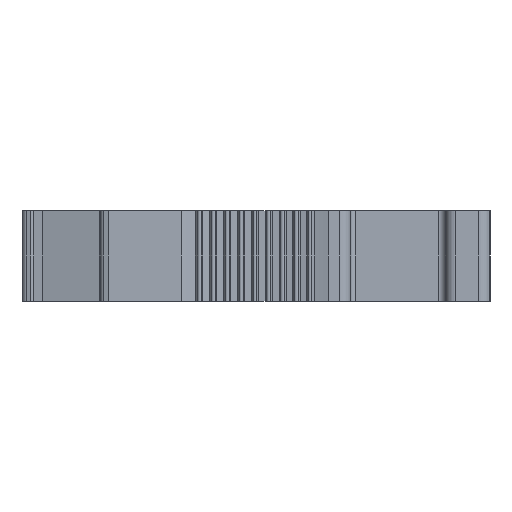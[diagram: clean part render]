
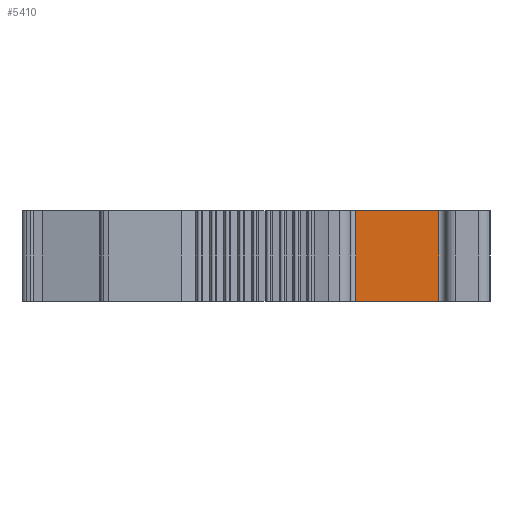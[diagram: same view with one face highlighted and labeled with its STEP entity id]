
A CAD part, left-side view. The second image highlights one B-rep face of the part: STEP entity #5410.
In plain terms, the highlighted planar face has unit normal (-1, 0, 0).
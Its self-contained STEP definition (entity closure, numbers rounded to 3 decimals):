
#263=DIRECTION('',(0.,-1.,0.));
#264=VECTOR('',#263,7.5);
#265=CARTESIAN_POINT('',(-40.649,-12.,-4.1));
#266=LINE('',#265,#264);
#1175=DIRECTION('',(0.,-1.,0.));
#1176=VECTOR('',#1175,7.5);
#1177=CARTESIAN_POINT('',(-40.649,-12.,4.1));
#1178=LINE('',#1177,#1176);
#1993=DIRECTION('',(0.,0.,1.));
#1994=VECTOR('',#1993,8.2);
#1995=CARTESIAN_POINT('',(-40.649,-12.,-4.1));
#1996=LINE('',#1995,#1994);
#1997=DIRECTION('',(0.,0.,1.));
#1998=VECTOR('',#1997,8.2);
#1999=CARTESIAN_POINT('',(-40.649,-19.5,-4.1));
#2000=LINE('',#1999,#1998);
#2799=CARTESIAN_POINT('',(-40.649,-12.,-4.1));
#2800=VERTEX_POINT('',#2799);
#2801=CARTESIAN_POINT('',(-40.649,-19.5,-4.1));
#2802=VERTEX_POINT('',#2801);
#3101=CARTESIAN_POINT('',(-40.649,-12.,4.1));
#3102=VERTEX_POINT('',#3101);
#3103=CARTESIAN_POINT('',(-40.649,-19.5,4.1));
#3104=VERTEX_POINT('',#3103);
#5398=CARTESIAN_POINT('',(-40.649,-12.,-4.1));
#5399=DIRECTION('',(-1.,0.,0.));
#5400=DIRECTION('',(0.,-1.,0.));
#5401=AXIS2_PLACEMENT_3D('',#5398,#5399,#5400);
#5402=PLANE('',#5401);
#5403=ORIENTED_EDGE('',*,*,#3644,.F.);
#5404=ORIENTED_EDGE('',*,*,#5393,.T.);
#5405=ORIENTED_EDGE('',*,*,#4152,.T.);
#5407=ORIENTED_EDGE('',*,*,#5406,.F.);
#5408=EDGE_LOOP('',(#5403,#5404,#5405,#5407));
#5409=FACE_OUTER_BOUND('',#5408,.F.);
#5410=ADVANCED_FACE('',(#5409),#5402,.T.);
#3644=EDGE_CURVE('',#2800,#2802,#266,.T.);
#4152=EDGE_CURVE('',#3102,#3104,#1178,.T.);
#5393=EDGE_CURVE('',#2800,#3102,#1996,.T.);
#5406=EDGE_CURVE('',#2802,#3104,#2000,.T.);
